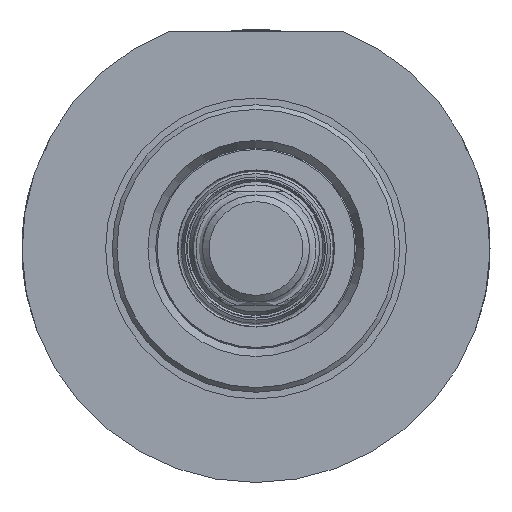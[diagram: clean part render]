
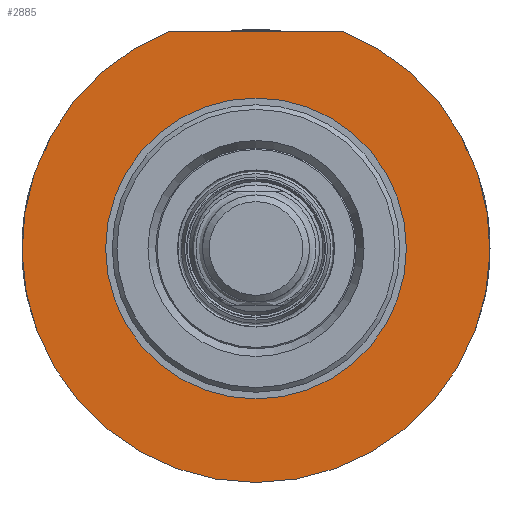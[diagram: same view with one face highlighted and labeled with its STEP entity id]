
A CAD part, front view. The second image highlights one B-rep face of the part: STEP entity #2885.
In plain terms, the highlighted planar face has unit normal (0, -1, 0).
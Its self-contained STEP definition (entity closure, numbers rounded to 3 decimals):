
#2850=CARTESIAN_POINT('',(0.,-85.25,2.782));
#2851=DIRECTION('',(0.0,-1.0,0.0));
#2852=DIRECTION('',(0.0,0.0,-1.0));
#2853=AXIS2_PLACEMENT_3D('',#2850,#2851,#2852);
#2854=PLANE('',#2853);
#2855=CARTESIAN_POINT('',(-12.99,-85.25,32.5));
#2856=VERTEX_POINT('',#2855);
#2857=CARTESIAN_POINT('',(12.99,-85.25,32.5));
#2858=VERTEX_POINT('',#2857);
#2859=CARTESIAN_POINT('',(-12.99,-85.25,32.5));
#2860=DIRECTION('',(1.0,0.0,0.0));
#2861=VECTOR('',#2860,25.981);
#2862=LINE('',#2859,#2861);
#2863=EDGE_CURVE('',#2856,#2858,#2862,.T.);
#2864=ORIENTED_EDGE('',*,*,#2863,.F.);
#2865=CARTESIAN_POINT('',(0.0,-85.25,0.0));
#2866=DIRECTION('',(0.0,1.0,0.0));
#2867=DIRECTION('',(-0.371,0.0,0.929));
#2868=AXIS2_PLACEMENT_3D('',#2865,#2866,#2867);
#2869=CIRCLE('',#2868,35.);
#2870=EDGE_CURVE('',#2858,#2856,#2869,.T.);
#2871=ORIENTED_EDGE('',*,*,#2870,.F.);
#2872=EDGE_LOOP('',(#2864,#2871));
#2873=FACE_OUTER_BOUND('',#2872,.T.);
#2874=CARTESIAN_POINT('',(0.0,-85.25,22.5));
#2875=VERTEX_POINT('',#2874);
#2876=CARTESIAN_POINT('',(0.0,-85.25,0.0));
#2877=DIRECTION('',(0.0,1.0,0.0));
#2878=DIRECTION('',(0.0,0.0,1.0));
#2879=AXIS2_PLACEMENT_3D('',#2876,#2877,#2878);
#2880=CIRCLE('',#2879,22.5);
#2881=EDGE_CURVE('',#2875,#2875,#2880,.T.);
#2882=ORIENTED_EDGE('',*,*,#2881,.T.);
#2883=EDGE_LOOP('',(#2882));
#2884=FACE_BOUND('',#2883,.T.);
#2885=ADVANCED_FACE('',(#2873,#2884),#2854,.T.);
